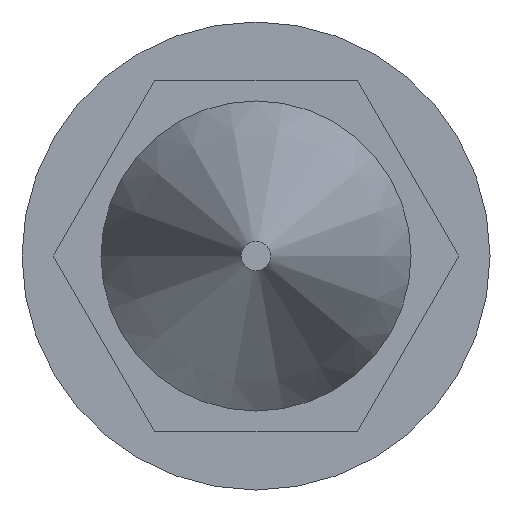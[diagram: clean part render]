
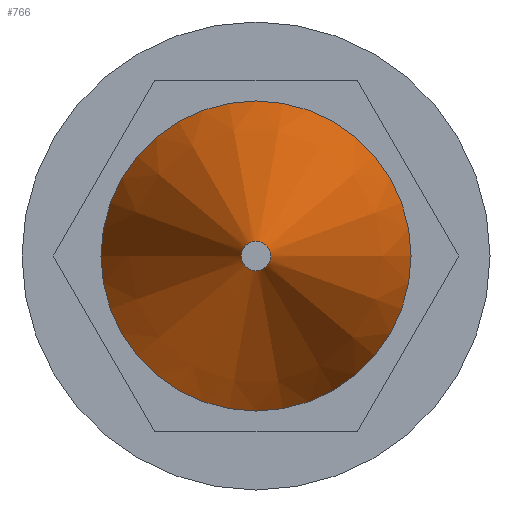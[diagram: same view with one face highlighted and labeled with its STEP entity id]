
A CAD part, front view. The second image highlights one B-rep face of the part: STEP entity #766.
In plain terms, the highlighted conical face has half-angle 18.925 degrees and reference radius 0.25 mm.
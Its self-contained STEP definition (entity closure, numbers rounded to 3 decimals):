
#276 = FACE_OUTER_BOUND ( 'NONE', #1888, .T. ) ;
#766 = ADVANCED_FACE ( 'NONE', ( #276, #10455 ), #9299, .T. ) ;
#987 = EDGE_CURVE ( 'NONE', #4466, #4466, #5094, .T. ) ;
#1888 = EDGE_LOOP ( 'NONE', ( #12264 ) ) ;
#2142 = DIRECTION ( 'NONE',  ( 0., 1., 0. ) ) ;
#3777 = AXIS2_PLACEMENT_3D ( 'NONE', #9516, #2142, #8204 ) ;
#3844 = EDGE_LOOP ( 'NONE', ( #6277 ) ) ;
#4466 = VERTEX_POINT ( 'NONE', #9613 ) ;
#4653 = CARTESIAN_POINT ( 'NONE',  ( -2.65, -38., 0. ) ) ;
#5094 = CIRCLE ( 'NONE', #5283, 0.25 ) ;
#5201 = EDGE_CURVE ( 'NONE', #8684, #8684, #9646, .T. ) ;
#5283 = AXIS2_PLACEMENT_3D ( 'NONE', #10601, #6929, #14160 ) ;
#6277 = ORIENTED_EDGE ( 'NONE', *, *, #987, .T. ) ;
#6929 = DIRECTION ( 'NONE',  ( 0., 1., 0. ) ) ;
#7756 = AXIS2_PLACEMENT_3D ( 'NONE', #13166, #10722, #10518 ) ;
#8204 = DIRECTION ( 'NONE',  ( -1., 0., 0. ) ) ;
#8684 = VERTEX_POINT ( 'NONE', #4653 ) ;
#9299 = CONICAL_SURFACE ( 'NONE', #7756, 0.25, 0.33 ) ;
#9516 = CARTESIAN_POINT ( 'NONE',  ( 0., -38., 0. ) ) ;
#9613 = CARTESIAN_POINT ( 'NONE',  ( -0.25, -45., 0. ) ) ;
#9646 = CIRCLE ( 'NONE', #3777, 2.65 ) ;
#10455 = FACE_BOUND ( 'NONE', #3844, .T. ) ;
#10518 = DIRECTION ( 'NONE',  ( -1., 0., 0. ) ) ;
#10601 = CARTESIAN_POINT ( 'NONE',  ( 0., -45., 0. ) ) ;
#10722 = DIRECTION ( 'NONE',  ( 0., 1., 0. ) ) ;
#12264 = ORIENTED_EDGE ( 'NONE', *, *, #5201, .F. ) ;
#13166 = CARTESIAN_POINT ( 'NONE',  ( 0., -45., 0. ) ) ;
#14160 = DIRECTION ( 'NONE',  ( -1., 0., 0. ) ) ;
